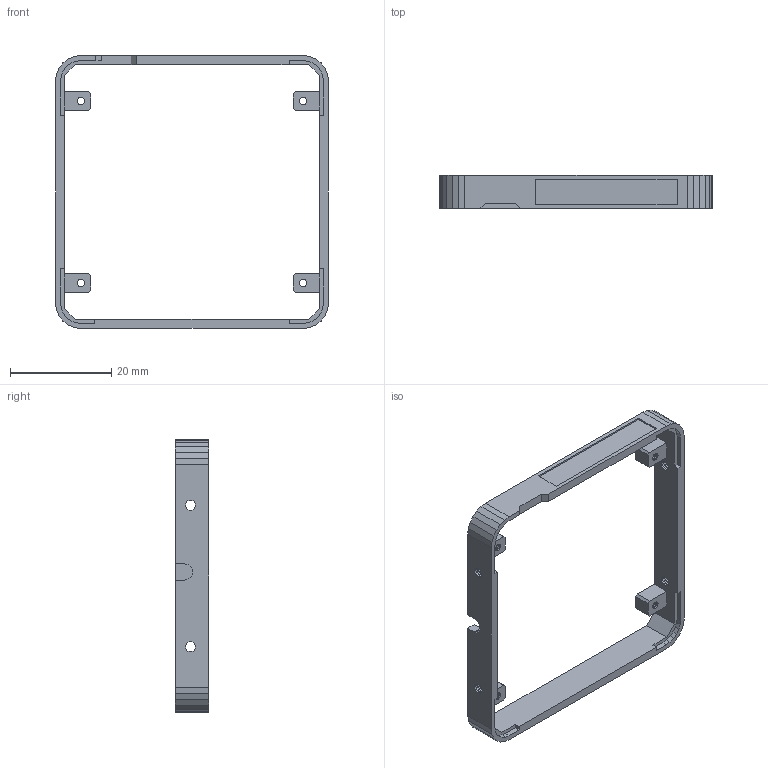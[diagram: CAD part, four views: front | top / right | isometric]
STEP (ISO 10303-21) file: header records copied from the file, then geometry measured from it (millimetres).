
FILE_DESCRIPTION(('FreeCAD Model'),'2;1');
FILE_NAME('Open CASCADE Shape Model','2023-07-04T12:44:11',('Author'),( ''),'Open CASCADE STEP processor 7.6','FreeCAD','Unknown');
FILE_SCHEMA(('AUTOMOTIVE_DESIGN { 1 0 10303 214 1 1 1 1 }'));
Length unit declared in the file: millimetre
Products named in the file (1): PROTO001001 (Solid)
Bounding box: 54 x 6.6 x 54 mm (x, y, z)
Volume: 2484.1 mm3; surface area: 3757.9 mm2
Topology: 1 solids, 1 shells, 318 faces, 951 edges, 634 vertices
Faces by surface type: plane 318
Entity records: 22896 total; most frequent: CARTESIAN_POINT 3806, DIRECTION 3491, LINE 2853, VECTOR 2853, ORIENTED_EDGE 1902, PCURVE 1902, DEFINITIONAL_REPRESENTATION 1902, EDGE_CURVE 951
